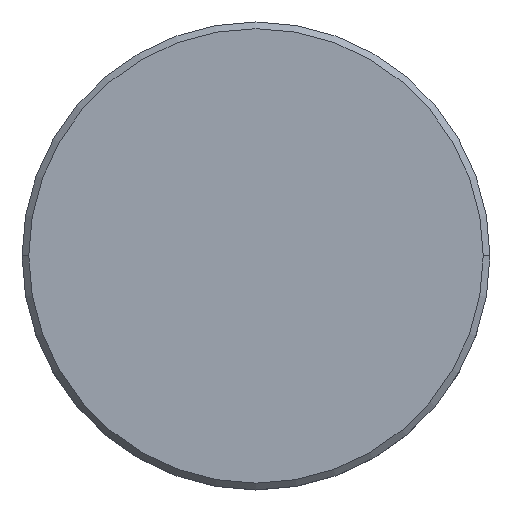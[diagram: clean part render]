
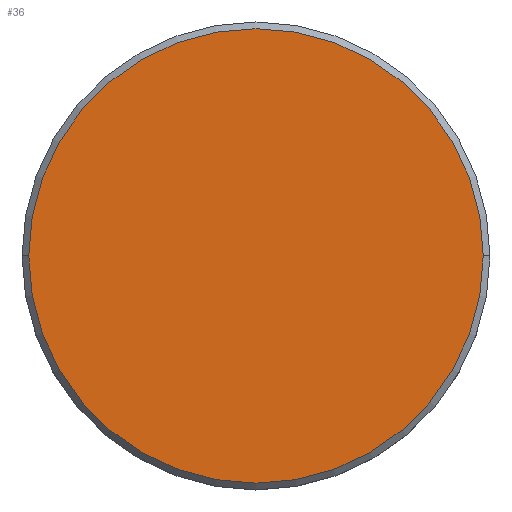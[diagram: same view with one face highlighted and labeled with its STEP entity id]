
A CAD part, top view. The second image highlights one B-rep face of the part: STEP entity #36.
In plain terms, the highlighted planar face has unit normal (0, 0, 1).
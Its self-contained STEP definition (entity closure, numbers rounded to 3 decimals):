
#36 = ADVANCED_FACE ( 'NONE', ( #758 ), #1018, .T. ) ;
#42 = CIRCLE ( 'NONE', #564, 17. ) ;
#58 = EDGE_CURVE ( 'NONE', #1142, #708, #601, .T. ) ;
#91 = ORIENTED_EDGE ( 'NONE', *, *, #58, .T. ) ;
#129 = DIRECTION ( 'NONE',  ( 1., 0., 0. ) ) ;
#200 = DIRECTION ( 'NONE',  ( 0., 0., 1. ) ) ;
#305 = DIRECTION ( 'NONE',  ( 1., 0., 0. ) ) ;
#321 = EDGE_CURVE ( 'NONE', #708, #1142, #42, .T. ) ;
#356 = EDGE_LOOP ( 'NONE', ( #91, #732 ) ) ;
#407 = CARTESIAN_POINT ( 'NONE',  ( 17., 0., 0. ) ) ;
#495 = CARTESIAN_POINT ( 'NONE',  ( -17., 0., 0. ) ) ;
#564 = AXIS2_PLACEMENT_3D ( 'NONE', #895, #1075, #731 ) ;
#601 = CIRCLE ( 'NONE', #754, 17. ) ;
#708 = VERTEX_POINT ( 'NONE', #407 ) ;
#731 = DIRECTION ( 'NONE',  ( 1., 0., 0. ) ) ;
#732 = ORIENTED_EDGE ( 'NONE', *, *, #321, .T. ) ;
#754 = AXIS2_PLACEMENT_3D ( 'NONE', #1118, #200, #305 ) ;
#758 = FACE_OUTER_BOUND ( 'NONE', #356, .T. ) ;
#858 = DIRECTION ( 'NONE',  ( 0., 0., 1. ) ) ;
#863 = AXIS2_PLACEMENT_3D ( 'NONE', #950, #858, #129 ) ;
#895 = CARTESIAN_POINT ( 'NONE',  ( 0., 0., 0. ) ) ;
#950 = CARTESIAN_POINT ( 'NONE',  ( 0., 0., 0. ) ) ;
#1018 = PLANE ( 'NONE',  #863 ) ;
#1075 = DIRECTION ( 'NONE',  ( 0., 0., 1. ) ) ;
#1118 = CARTESIAN_POINT ( 'NONE',  ( 0., 0., 0. ) ) ;
#1142 = VERTEX_POINT ( 'NONE', #495 ) ;
